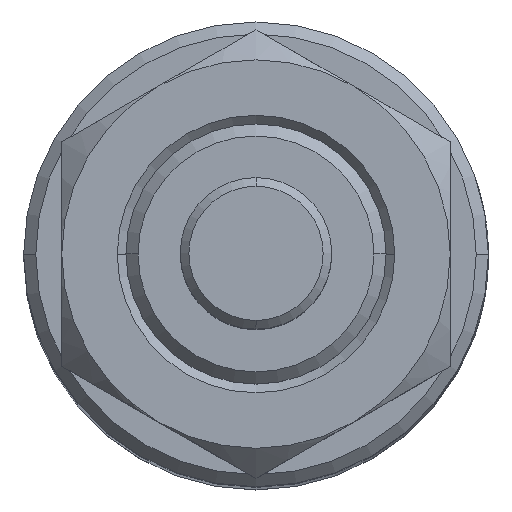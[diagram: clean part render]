
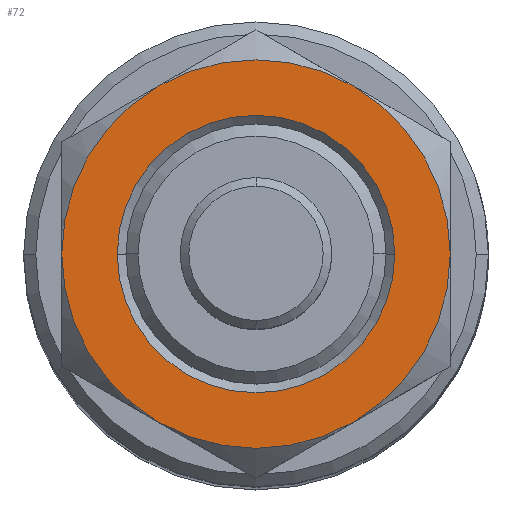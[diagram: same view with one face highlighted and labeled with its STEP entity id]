
A CAD part, top view. The second image highlights one B-rep face of the part: STEP entity #72.
In plain terms, the highlighted planar face has unit normal (0, 0, 1).
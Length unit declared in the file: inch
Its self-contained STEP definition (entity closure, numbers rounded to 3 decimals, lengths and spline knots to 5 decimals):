
#61 = VERTEX_POINT ( 'NONE', #883 ) ;
#72 = ADVANCED_FACE ( 'NONE', ( #1305, #1215 ), #1733, .F. ) ;
#198 = ORIENTED_EDGE ( 'NONE', *, *, #696, .F. ) ;
#208 = AXIS2_PLACEMENT_3D ( 'NONE', #1892, #243, #2167 ) ;
#243 = DIRECTION ( 'NONE',  ( 0., 0., -1. ) ) ;
#273 = VERTEX_POINT ( 'NONE', #3544 ) ;
#359 = ORIENTED_EDGE ( 'NONE', *, *, #461, .T. ) ;
#360 = ORIENTED_EDGE ( 'NONE', *, *, #1648, .F. ) ;
#365 = AXIS2_PLACEMENT_3D ( 'NONE', #1389, #3324, #1670 ) ;
#407 = DIRECTION ( 'NONE',  ( 0., 0., -1. ) ) ;
#411 = EDGE_CURVE ( 'NONE', #3504, #61, #740, .T. ) ;
#461 = EDGE_CURVE ( 'NONE', #1535, #3457, #2854, .T. ) ;
#471 = ORIENTED_EDGE ( 'NONE', *, *, #3064, .F. ) ;
#478 = AXIS2_PLACEMENT_3D ( 'NONE', #2060, #407, #2348 ) ;
#561 = CARTESIAN_POINT ( 'NONE',  ( 0., 0., 0.21 ) ) ;
#575 = CARTESIAN_POINT ( 'NONE',  ( 0., 0., 0.21 ) ) ;
#597 = CIRCLE ( 'NONE', #982, 0.56 ) ;
#696 = EDGE_CURVE ( 'NONE', #3334, #1443, #2430, .T. ) ;
#740 = CIRCLE ( 'NONE', #365, 0.4 ) ;
#848 = DIRECTION ( 'NONE',  ( -1., 0., 0. ) ) ;
#859 = DIRECTION ( 'NONE',  ( 1., 0., 0. ) ) ;
#883 = CARTESIAN_POINT ( 'NONE',  ( 0.4, 0., 0.21 ) ) ;
#982 = AXIS2_PLACEMENT_3D ( 'NONE', #561, #2508, #848 ) ;
#1056 = AXIS2_PLACEMENT_3D ( 'NONE', #1267, #3209, #1538 ) ;
#1106 = AXIS2_PLACEMENT_3D ( 'NONE', #575, #2519, #859 ) ;
#1215 = FACE_OUTER_BOUND ( 'NONE', #3279, .T. ) ;
#1267 = CARTESIAN_POINT ( 'NONE',  ( 0., 0., 0.21 ) ) ;
#1305 = FACE_BOUND ( 'NONE', #1529, .T. ) ;
#1327 = CARTESIAN_POINT ( 'NONE',  ( 0., 0., 0.21 ) ) ;
#1336 = ORIENTED_EDGE ( 'NONE', *, *, #1697, .F. ) ;
#1389 = CARTESIAN_POINT ( 'NONE',  ( 0., 0., 0.21 ) ) ;
#1426 = CARTESIAN_POINT ( 'NONE',  ( 0.56, 0.96995, 0.21 ) ) ;
#1443 = VERTEX_POINT ( 'NONE', #1563 ) ;
#1452 = CARTESIAN_POINT ( 'NONE',  ( 0., 0., 0.21 ) ) ;
#1508 = CARTESIAN_POINT ( 'NONE',  ( 0.56, 0., 0.21 ) ) ;
#1529 = EDGE_LOOP ( 'NONE', ( #1906, #2599 ) ) ;
#1535 = VERTEX_POINT ( 'NONE', #1508 ) ;
#1538 = DIRECTION ( 'NONE',  ( -1., 0., 0. ) ) ;
#1563 = CARTESIAN_POINT ( 'NONE',  ( -0.56, 0., 0.21 ) ) ;
#1603 = DIRECTION ( 'NONE',  ( -1., 0., 0. ) ) ;
#1648 = EDGE_CURVE ( 'NONE', #3395, #3457, #2151, .T. ) ;
#1670 = DIRECTION ( 'NONE',  ( -1., 0., 0. ) ) ;
#1697 = EDGE_CURVE ( 'NONE', #273, #3334, #2717, .T. ) ;
#1709 = DIRECTION ( 'NONE',  ( -1., 0., 0. ) ) ;
#1733 = PLANE ( 'NONE',  #1976 ) ;
#1734 = DIRECTION ( 'NONE',  ( -1., 0., 0. ) ) ;
#1885 = CARTESIAN_POINT ( 'NONE',  ( -0.28, -0.48497, 0.21 ) ) ;
#1892 = CARTESIAN_POINT ( 'NONE',  ( 0., 0., 0.21 ) ) ;
#1906 = ORIENTED_EDGE ( 'NONE', *, *, #3383, .T. ) ;
#1976 = AXIS2_PLACEMENT_3D ( 'NONE', #1426, #3367, #1709 ) ;
#2003 = CARTESIAN_POINT ( 'NONE',  ( -0.28, 0.48497, 0.21 ) ) ;
#2047 = CARTESIAN_POINT ( 'NONE',  ( -0.4, 0., 0.21 ) ) ;
#2060 = CARTESIAN_POINT ( 'NONE',  ( 0., 0., 0.21 ) ) ;
#2151 = CIRCLE ( 'NONE', #3429, 0.56 ) ;
#2167 = DIRECTION ( 'NONE',  ( -1., 0., 0. ) ) ;
#2235 = CIRCLE ( 'NONE', #2624, 0.4 ) ;
#2348 = DIRECTION ( 'NONE',  ( -1., 0., 0. ) ) ;
#2430 = CIRCLE ( 'NONE', #478, 0.56 ) ;
#2508 = DIRECTION ( 'NONE',  ( 0., 0., -1. ) ) ;
#2519 = DIRECTION ( 'NONE',  ( 0., 0., 1. ) ) ;
#2537 = ORIENTED_EDGE ( 'NONE', *, *, #2822, .F. ) ;
#2599 = ORIENTED_EDGE ( 'NONE', *, *, #411, .T. ) ;
#2624 = AXIS2_PLACEMENT_3D ( 'NONE', #1452, #3390, #1734 ) ;
#2717 = CIRCLE ( 'NONE', #208, 0.56 ) ;
#2822 = EDGE_CURVE ( 'NONE', #1443, #3395, #3572, .T. ) ;
#2854 = CIRCLE ( 'NONE', #1106, 0.56 ) ;
#3064 = EDGE_CURVE ( 'NONE', #1535, #273, #597, .T. ) ;
#3151 = CARTESIAN_POINT ( 'NONE',  ( 0.28, 0.48497, 0.21 ) ) ;
#3209 = DIRECTION ( 'NONE',  ( 0., 0., -1. ) ) ;
#3268 = DIRECTION ( 'NONE',  ( 0., 0., -1. ) ) ;
#3279 = EDGE_LOOP ( 'NONE', ( #2537, #198, #1336, #471, #359, #360 ) ) ;
#3324 = DIRECTION ( 'NONE',  ( 0., 0., -1. ) ) ;
#3334 = VERTEX_POINT ( 'NONE', #1885 ) ;
#3367 = DIRECTION ( 'NONE',  ( 0., 0., -1. ) ) ;
#3383 = EDGE_CURVE ( 'NONE', #61, #3504, #2235, .T. ) ;
#3390 = DIRECTION ( 'NONE',  ( 0., 0., -1. ) ) ;
#3395 = VERTEX_POINT ( 'NONE', #2003 ) ;
#3429 = AXIS2_PLACEMENT_3D ( 'NONE', #1327, #3268, #1603 ) ;
#3457 = VERTEX_POINT ( 'NONE', #3151 ) ;
#3504 = VERTEX_POINT ( 'NONE', #2047 ) ;
#3544 = CARTESIAN_POINT ( 'NONE',  ( 0.28, -0.48497, 0.21 ) ) ;
#3572 = CIRCLE ( 'NONE', #1056, 0.56 ) ;
